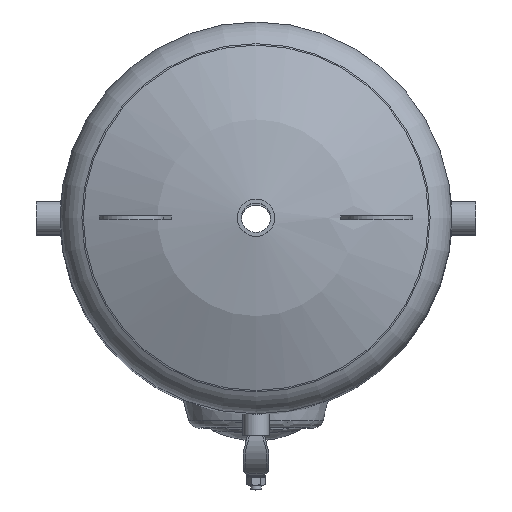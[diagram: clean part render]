
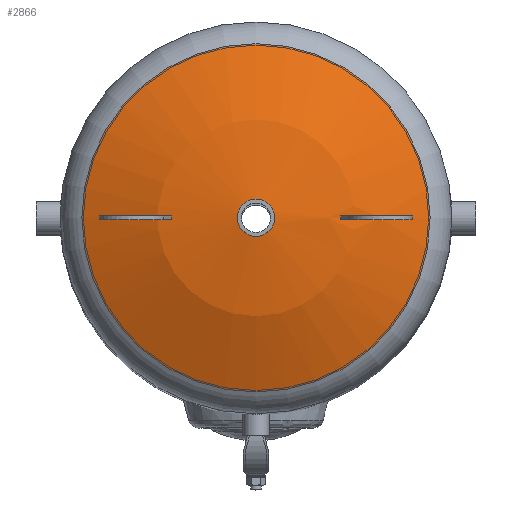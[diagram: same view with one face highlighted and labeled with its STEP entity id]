
A CAD part, top view. The second image highlights one B-rep face of the part: STEP entity #2866.
In plain terms, the highlighted spherical face has radius 600 mm.
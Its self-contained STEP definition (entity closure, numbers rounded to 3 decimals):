
#674=SPHERICAL_SURFACE('',#3188,600.);
#768=FACE_BOUND('',#1202,.T.);
#938=FACE_OUTER_BOUND('',#1201,.T.);
#1201=EDGE_LOOP('',(#2634));
#1202=EDGE_LOOP('',(#2635));
#1299=CIRCLE('',#3175,28.5);
#1305=CIRCLE('',#3187,266.667);
#1564=VERTEX_POINT('',#21001);
#1570=VERTEX_POINT('',#21019);
#1919=EDGE_CURVE('',#1564,#1564,#1299,.T.);
#1925=EDGE_CURVE('',#1570,#1570,#1305,.T.);
#2634=ORIENTED_EDGE('',*,*,#1919,.T.);
#2635=ORIENTED_EDGE('',*,*,#1925,.T.);
#2866=ADVANCED_FACE('',(#938,#768),#674,.T.);
#3175=AXIS2_PLACEMENT_3D('',#21002,#3926,#3927);
#3187=AXIS2_PLACEMENT_3D('',#21020,#3950,#3951);
#3188=AXIS2_PLACEMENT_3D('',#21021,#3952,#3953);
#3926=DIRECTION('center_axis',(0.,0.,-1.));
#3927=DIRECTION('ref_axis',(1.,0.,0.));
#3950=DIRECTION('center_axis',(0.,0.,1.));
#3951=DIRECTION('ref_axis',(1.,0.,0.));
#3952=DIRECTION('center_axis',(0.,0.,1.));
#3953=DIRECTION('ref_axis',(1.,0.,0.));
#21001=CARTESIAN_POINT('',(-28.5,0.,139.323));
#21002=CARTESIAN_POINT('Origin',(0.,0.,139.323));
#21019=CARTESIAN_POINT('',(266.667,0.,77.484));
#21020=CARTESIAN_POINT('Origin',(0.,0.,77.484));
#21021=CARTESIAN_POINT('Origin',(0.,0.,-460.));
